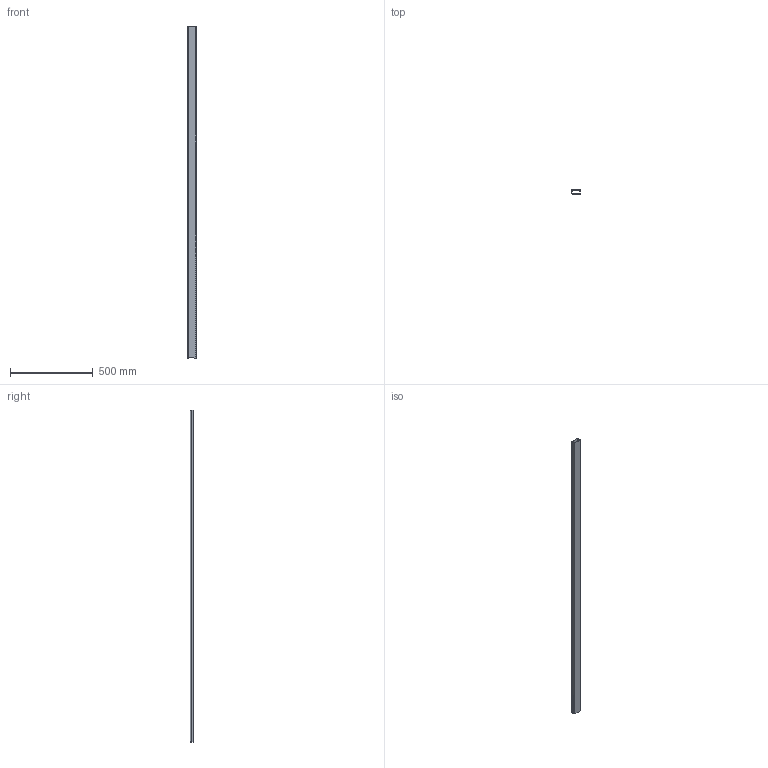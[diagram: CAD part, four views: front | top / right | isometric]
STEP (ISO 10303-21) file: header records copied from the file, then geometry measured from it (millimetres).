
FILE_DESCRIPTION (( 'STEP AP214' ), '1' );
FILE_NAME ('Êàáåëü-êàíàë.STEP', '2025-11-06T08:44:44', ( '' ), ( '' ), 'SwSTEP 2.0', 'SolidWorks 2021', '' );
FILE_SCHEMA (( 'AUTOMOTIVE_DESIGN' ));
Length unit declared in the file: millimetre
Products named in the file (3): ÑÑÊ.5024.10.002 Ïîääîí; Êàáåëü-êàíàë; ÑÑÊ.5024.10.001 Êðûøêà (íàäåòàÿ íà ïîääîí)
Assembly tree (2 placements, depth 2):
  Êàáåëü-êàíàë
    ÑÑÊ.5024.10.001 Êðûøêà (íàäåòàÿ íà ïîääîí)
    ÑÑÊ.5024.10.002 Ïîääîí
Bounding box: 53.4 x 23.75 x 2000 mm (x, y, z)
Volume: 397527.5 mm3; surface area: 670592.2 mm2
Topology: 2 solids, 2 shells, 92 faces, 184 edges, 96 vertices
Faces by surface type: plane 72, cylinder 20
Entity records: 2378 total; most frequent: DIRECTION 418, CARTESIAN_POINT 377, ORIENTED_EDGE 368, EDGE_CURVE 184, VECTOR 144, LINE 144, AXIS2_PLACEMENT_3D 137, VERTEX_POINT 96
